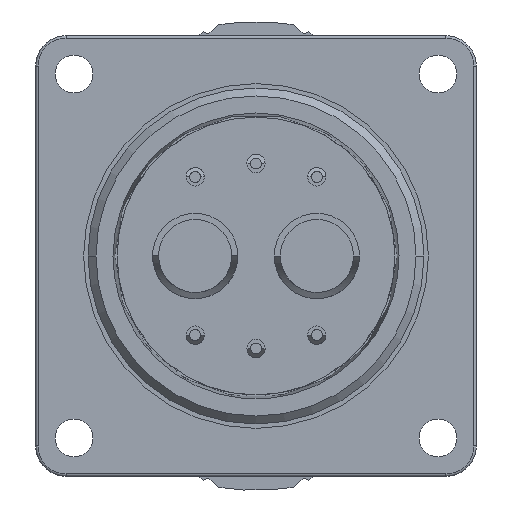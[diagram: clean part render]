
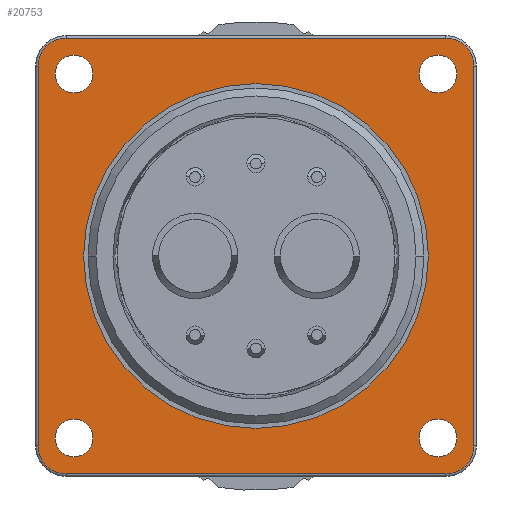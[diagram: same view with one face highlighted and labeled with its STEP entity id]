
A CAD part, front view. The second image highlights one B-rep face of the part: STEP entity #20753.
In plain terms, the highlighted planar face has unit normal (0, -1, 0).
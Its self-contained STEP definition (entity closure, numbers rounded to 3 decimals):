
#20157=CARTESIAN_POINT('',(-15.6,-2.01,15.6));
#20158=DIRECTION('',(0.,1.,0.));
#20159=DIRECTION('',(-1.,0.,0.));
#20160=AXIS2_PLACEMENT_3D('',#20157,#20158,#20159);
#20162=CARTESIAN_POINT('',(15.6,-2.01,15.6));
#20163=DIRECTION('',(0.,1.,0.));
#20164=DIRECTION('',(0.,0.,1.));
#20165=AXIS2_PLACEMENT_3D('',#20162,#20163,#20164);
#20167=CARTESIAN_POINT('',(15.6,-2.01,-15.6));
#20168=DIRECTION('',(0.,1.,0.));
#20169=DIRECTION('',(1.,0.,0.));
#20170=AXIS2_PLACEMENT_3D('',#20167,#20168,#20169);
#20172=CARTESIAN_POINT('',(-15.6,-2.01,-15.6));
#20173=DIRECTION('',(0.,1.,0.));
#20174=DIRECTION('',(0.,0.,-1.));
#20175=AXIS2_PLACEMENT_3D('',#20172,#20173,#20174);
#20177=CARTESIAN_POINT('',(-14.95,-2.01,14.95));
#20178=DIRECTION('',(0.,-1.,0.));
#20179=DIRECTION('',(0.,0.,1.));
#20180=AXIS2_PLACEMENT_3D('',#20177,#20178,#20179);
#20182=CARTESIAN_POINT('',(-14.95,-2.01,14.95));
#20183=DIRECTION('',(0.,-1.,0.));
#20184=DIRECTION('',(-1.,0.,0.));
#20185=AXIS2_PLACEMENT_3D('',#20182,#20183,#20184);
#20187=CARTESIAN_POINT('',(-14.95,-2.01,14.95));
#20188=DIRECTION('',(0.,-1.,0.));
#20189=DIRECTION('',(0.,0.,-1.));
#20190=AXIS2_PLACEMENT_3D('',#20187,#20188,#20189);
#20192=CARTESIAN_POINT('',(-14.95,-2.01,14.95));
#20193=DIRECTION('',(0.,-1.,0.));
#20194=DIRECTION('',(1.,0.,0.));
#20195=AXIS2_PLACEMENT_3D('',#20192,#20193,#20194);
#20197=CARTESIAN_POINT('',(14.95,-2.01,14.95));
#20198=DIRECTION('',(0.,-1.,0.));
#20199=DIRECTION('',(0.,0.,-1.));
#20200=AXIS2_PLACEMENT_3D('',#20197,#20198,#20199);
#20202=CARTESIAN_POINT('',(14.95,-2.01,14.95));
#20203=DIRECTION('',(0.,-1.,0.));
#20204=DIRECTION('',(1.,0.,0.));
#20205=AXIS2_PLACEMENT_3D('',#20202,#20203,#20204);
#20207=CARTESIAN_POINT('',(14.95,-2.01,14.95));
#20208=DIRECTION('',(0.,-1.,0.));
#20209=DIRECTION('',(0.,0.,1.));
#20210=AXIS2_PLACEMENT_3D('',#20207,#20208,#20209);
#20212=CARTESIAN_POINT('',(14.95,-2.01,14.95));
#20213=DIRECTION('',(0.,-1.,0.));
#20214=DIRECTION('',(-1.,0.,0.));
#20215=AXIS2_PLACEMENT_3D('',#20212,#20213,#20214);
#20217=CARTESIAN_POINT('',(-14.95,-2.01,-14.95));
#20218=DIRECTION('',(0.,-1.,0.));
#20219=DIRECTION('',(0.,0.,1.));
#20220=AXIS2_PLACEMENT_3D('',#20217,#20218,#20219);
#20222=CARTESIAN_POINT('',(-14.95,-2.01,-14.95));
#20223=DIRECTION('',(0.,-1.,0.));
#20224=DIRECTION('',(-1.,0.,0.));
#20225=AXIS2_PLACEMENT_3D('',#20222,#20223,#20224);
#20227=CARTESIAN_POINT('',(-14.95,-2.01,-14.95));
#20228=DIRECTION('',(0.,-1.,0.));
#20229=DIRECTION('',(0.,0.,-1.));
#20230=AXIS2_PLACEMENT_3D('',#20227,#20228,#20229);
#20232=CARTESIAN_POINT('',(-14.95,-2.01,-14.95));
#20233=DIRECTION('',(0.,-1.,0.));
#20234=DIRECTION('',(1.,0.,0.));
#20235=AXIS2_PLACEMENT_3D('',#20232,#20233,#20234);
#20237=CARTESIAN_POINT('',(14.95,-2.01,-14.95));
#20238=DIRECTION('',(0.,-1.,0.));
#20239=DIRECTION('',(0.,0.,-1.));
#20240=AXIS2_PLACEMENT_3D('',#20237,#20238,#20239);
#20242=CARTESIAN_POINT('',(14.95,-2.01,-14.95));
#20243=DIRECTION('',(0.,-1.,0.));
#20244=DIRECTION('',(1.,0.,0.));
#20245=AXIS2_PLACEMENT_3D('',#20242,#20243,#20244);
#20247=CARTESIAN_POINT('',(14.95,-2.01,-14.95));
#20248=DIRECTION('',(0.,-1.,0.));
#20249=DIRECTION('',(0.,0.,1.));
#20250=AXIS2_PLACEMENT_3D('',#20247,#20248,#20249);
#20252=CARTESIAN_POINT('',(14.95,-2.01,-14.95));
#20253=DIRECTION('',(0.,-1.,0.));
#20254=DIRECTION('',(-1.,0.,0.));
#20255=AXIS2_PLACEMENT_3D('',#20252,#20253,#20254);
#20257=CARTESIAN_POINT('',(0.,-2.01,0.));
#20258=DIRECTION('',(0.,-1.,0.));
#20259=DIRECTION('',(-1.,0.,0.));
#20260=AXIS2_PLACEMENT_3D('',#20257,#20258,#20259);
#20262=CARTESIAN_POINT('',(0.,-2.01,0.));
#20263=DIRECTION('',(0.,-1.,0.));
#20264=DIRECTION('',(1.,0.,0.));
#20265=AXIS2_PLACEMENT_3D('',#20262,#20263,#20264);
#20282=DIRECTION('',(0.,0.,-1.));
#20283=VECTOR('',#20282,31.2);
#20284=CARTESIAN_POINT('',(-17.9,-2.01,15.6));
#20285=LINE('',#20284,#20283);
#20305=DIRECTION('',(1.,0.,0.));
#20306=VECTOR('',#20305,31.2);
#20307=CARTESIAN_POINT('',(-15.6,-2.01,-17.9));
#20308=LINE('',#20307,#20306);
#20462=DIRECTION('',(-1.,0.,0.));
#20463=VECTOR('',#20462,31.2);
#20464=CARTESIAN_POINT('',(15.6,-2.01,17.9));
#20465=LINE('',#20464,#20463);
#20486=DIRECTION('',(0.,0.,1.));
#20487=VECTOR('',#20486,31.2);
#20488=CARTESIAN_POINT('',(17.9,-2.01,-15.6));
#20489=LINE('',#20488,#20487);
#20542=CARTESIAN_POINT('',(-15.6,-2.01,-17.9));
#20543=CARTESIAN_POINT('',(-17.9,-2.01,-15.6));
#20544=VERTEX_POINT('',#20542);
#20545=VERTEX_POINT('',#20543);
#20546=CARTESIAN_POINT('',(-17.9,-2.01,15.6));
#20547=CARTESIAN_POINT('',(-15.6,-2.01,17.9));
#20548=VERTEX_POINT('',#20546);
#20549=VERTEX_POINT('',#20547);
#20550=CARTESIAN_POINT('',(15.6,-2.01,17.9));
#20551=VERTEX_POINT('',#20550);
#20552=CARTESIAN_POINT('',(17.9,-2.01,15.6));
#20553=VERTEX_POINT('',#20552);
#20554=CARTESIAN_POINT('',(17.9,-2.01,-15.6));
#20555=VERTEX_POINT('',#20554);
#20556=CARTESIAN_POINT('',(15.6,-2.01,-17.9));
#20557=VERTEX_POINT('',#20556);
#20558=CARTESIAN_POINT('',(-14.95,-2.01,16.5));
#20559=CARTESIAN_POINT('',(-16.5,-2.01,14.95));
#20560=VERTEX_POINT('',#20558);
#20561=VERTEX_POINT('',#20559);
#20562=CARTESIAN_POINT('',(-14.95,-2.01,13.4));
#20563=VERTEX_POINT('',#20562);
#20564=CARTESIAN_POINT('',(-13.4,-2.01,14.95));
#20565=VERTEX_POINT('',#20564);
#20566=CARTESIAN_POINT('',(14.95,-2.01,13.4));
#20567=CARTESIAN_POINT('',(16.5,-2.01,14.95));
#20568=VERTEX_POINT('',#20566);
#20569=VERTEX_POINT('',#20567);
#20570=CARTESIAN_POINT('',(14.95,-2.01,16.5));
#20571=VERTEX_POINT('',#20570);
#20572=CARTESIAN_POINT('',(13.4,-2.01,14.95));
#20573=VERTEX_POINT('',#20572);
#20574=CARTESIAN_POINT('',(-14.95,-2.01,-13.4));
#20575=CARTESIAN_POINT('',(-16.5,-2.01,-14.95));
#20576=VERTEX_POINT('',#20574);
#20577=VERTEX_POINT('',#20575);
#20578=CARTESIAN_POINT('',(-14.95,-2.01,-16.5));
#20579=VERTEX_POINT('',#20578);
#20580=CARTESIAN_POINT('',(-13.4,-2.01,-14.95));
#20581=VERTEX_POINT('',#20580);
#20582=CARTESIAN_POINT('',(14.95,-2.01,-16.5));
#20583=CARTESIAN_POINT('',(16.5,-2.01,-14.95));
#20584=VERTEX_POINT('',#20582);
#20585=VERTEX_POINT('',#20583);
#20586=CARTESIAN_POINT('',(14.95,-2.01,-13.4));
#20587=VERTEX_POINT('',#20586);
#20588=CARTESIAN_POINT('',(13.4,-2.01,-14.95));
#20589=VERTEX_POINT('',#20588);
#20590=CARTESIAN_POINT('',(-14.16,-2.01,0.));
#20591=CARTESIAN_POINT('',(14.16,-2.01,0.));
#20592=VERTEX_POINT('',#20590);
#20593=VERTEX_POINT('',#20591);
#20685=CARTESIAN_POINT('',(0.,-2.01,0.));
#20686=DIRECTION('',(0.,1.,0.));
#20687=DIRECTION('',(1.,0.,0.));
#20688=AXIS2_PLACEMENT_3D('',#20685,#20686,#20687);
#20689=PLANE('',#20688);
#20691=ORIENTED_EDGE('',*,*,#20690,.T.);
#20693=ORIENTED_EDGE('',*,*,#20692,.F.);
#20695=ORIENTED_EDGE('',*,*,#20694,.T.);
#20697=ORIENTED_EDGE('',*,*,#20696,.F.);
#20698=ORIENTED_EDGE('',*,*,#20675,.T.);
#20700=ORIENTED_EDGE('',*,*,#20699,.F.);
#20702=ORIENTED_EDGE('',*,*,#20701,.T.);
#20704=ORIENTED_EDGE('',*,*,#20703,.F.);
#20705=EDGE_LOOP('',(#20691,#20693,#20695,#20697,#20698,#20700,#20702,#20704));
#20706=FACE_OUTER_BOUND('',#20705,.F.);
#20708=ORIENTED_EDGE('',*,*,#20707,.T.);
#20710=ORIENTED_EDGE('',*,*,#20709,.T.);
#20712=ORIENTED_EDGE('',*,*,#20711,.T.);
#20714=ORIENTED_EDGE('',*,*,#20713,.T.);
#20715=EDGE_LOOP('',(#20708,#20710,#20712,#20714));
#20716=FACE_BOUND('',#20715,.F.);
#20718=ORIENTED_EDGE('',*,*,#20717,.T.);
#20720=ORIENTED_EDGE('',*,*,#20719,.T.);
#20722=ORIENTED_EDGE('',*,*,#20721,.T.);
#20724=ORIENTED_EDGE('',*,*,#20723,.T.);
#20725=EDGE_LOOP('',(#20718,#20720,#20722,#20724));
#20726=FACE_BOUND('',#20725,.F.);
#20728=ORIENTED_EDGE('',*,*,#20727,.T.);
#20730=ORIENTED_EDGE('',*,*,#20729,.T.);
#20732=ORIENTED_EDGE('',*,*,#20731,.T.);
#20734=ORIENTED_EDGE('',*,*,#20733,.T.);
#20735=EDGE_LOOP('',(#20728,#20730,#20732,#20734));
#20736=FACE_BOUND('',#20735,.F.);
#20738=ORIENTED_EDGE('',*,*,#20737,.T.);
#20740=ORIENTED_EDGE('',*,*,#20739,.T.);
#20742=ORIENTED_EDGE('',*,*,#20741,.T.);
#20744=ORIENTED_EDGE('',*,*,#20743,.T.);
#20745=EDGE_LOOP('',(#20738,#20740,#20742,#20744));
#20746=FACE_BOUND('',#20745,.F.);
#20748=ORIENTED_EDGE('',*,*,#20747,.T.);
#20750=ORIENTED_EDGE('',*,*,#20749,.T.);
#20751=EDGE_LOOP('',(#20748,#20750));
#20752=FACE_BOUND('',#20751,.F.);
#20161=CIRCLE('',#20160,2.3);
#20166=CIRCLE('',#20165,2.3);
#20171=CIRCLE('',#20170,2.3);
#20176=CIRCLE('',#20175,2.3);
#20181=CIRCLE('',#20180,1.55);
#20186=CIRCLE('',#20185,1.55);
#20191=CIRCLE('',#20190,1.55);
#20196=CIRCLE('',#20195,1.55);
#20201=CIRCLE('',#20200,1.55);
#20206=CIRCLE('',#20205,1.55);
#20211=CIRCLE('',#20210,1.55);
#20216=CIRCLE('',#20215,1.55);
#20221=CIRCLE('',#20220,1.55);
#20226=CIRCLE('',#20225,1.55);
#20231=CIRCLE('',#20230,1.55);
#20236=CIRCLE('',#20235,1.55);
#20241=CIRCLE('',#20240,1.55);
#20246=CIRCLE('',#20245,1.55);
#20251=CIRCLE('',#20250,1.55);
#20256=CIRCLE('',#20255,1.55);
#20261=CIRCLE('',#20260,14.16);
#20266=CIRCLE('',#20265,14.16);
#20675=EDGE_CURVE('',#20555,#20557,#20171,.T.);
#20690=EDGE_CURVE('',#20548,#20549,#20161,.T.);
#20692=EDGE_CURVE('',#20551,#20549,#20465,.T.);
#20694=EDGE_CURVE('',#20551,#20553,#20166,.T.);
#20696=EDGE_CURVE('',#20555,#20553,#20489,.T.);
#20699=EDGE_CURVE('',#20544,#20557,#20308,.T.);
#20701=EDGE_CURVE('',#20544,#20545,#20176,.T.);
#20703=EDGE_CURVE('',#20548,#20545,#20285,.T.);
#20707=EDGE_CURVE('',#20560,#20561,#20181,.T.);
#20709=EDGE_CURVE('',#20561,#20563,#20186,.T.);
#20711=EDGE_CURVE('',#20563,#20565,#20191,.T.);
#20713=EDGE_CURVE('',#20565,#20560,#20196,.T.);
#20717=EDGE_CURVE('',#20568,#20569,#20201,.T.);
#20719=EDGE_CURVE('',#20569,#20571,#20206,.T.);
#20721=EDGE_CURVE('',#20571,#20573,#20211,.T.);
#20723=EDGE_CURVE('',#20573,#20568,#20216,.T.);
#20727=EDGE_CURVE('',#20576,#20577,#20221,.T.);
#20729=EDGE_CURVE('',#20577,#20579,#20226,.T.);
#20731=EDGE_CURVE('',#20579,#20581,#20231,.T.);
#20733=EDGE_CURVE('',#20581,#20576,#20236,.T.);
#20737=EDGE_CURVE('',#20584,#20585,#20241,.T.);
#20739=EDGE_CURVE('',#20585,#20587,#20246,.T.);
#20741=EDGE_CURVE('',#20587,#20589,#20251,.T.);
#20743=EDGE_CURVE('',#20589,#20584,#20256,.T.);
#20747=EDGE_CURVE('',#20592,#20593,#20261,.T.);
#20749=EDGE_CURVE('',#20593,#20592,#20266,.T.);
#20753=ADVANCED_FACE('',(#20706,#20716,#20726,#20736,#20746,#20752),#20689,.F.);
